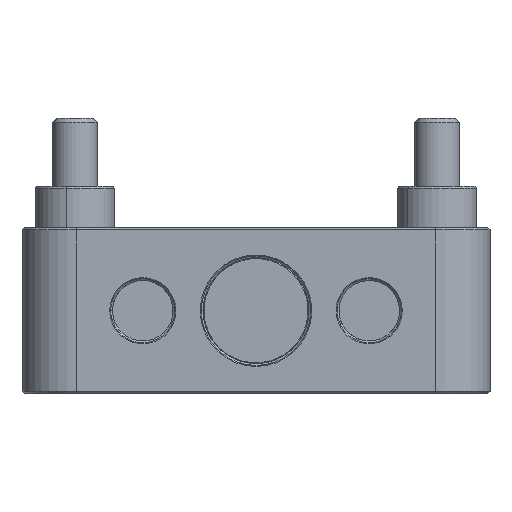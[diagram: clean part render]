
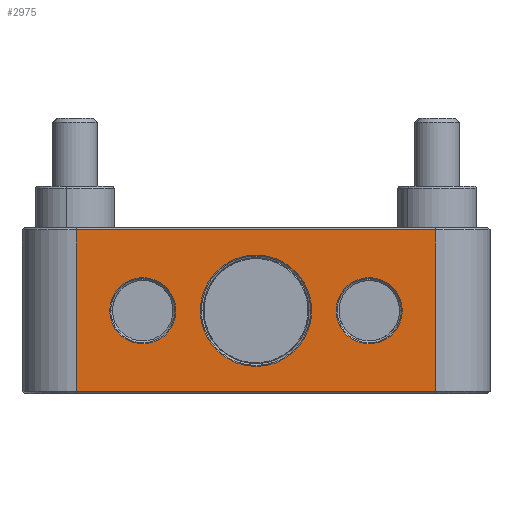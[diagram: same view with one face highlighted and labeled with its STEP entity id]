
A CAD part, front view. The second image highlights one B-rep face of the part: STEP entity #2975.
In plain terms, the highlighted planar face has unit normal (0, -1, 0).
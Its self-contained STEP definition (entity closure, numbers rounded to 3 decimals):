
#278 = AXIS2_PLACEMENT_3D ( 'NONE', #12542, #21831, #1751 ) ;
#318 = CIRCLE ( 'NONE', #705, 7.38 ) ;
#348 = CIRCLE ( 'NONE', #17400, 4.38 ) ;
#397 = DIRECTION ( 'NONE',  ( 0., 0., 1. ) ) ;
#628 = DIRECTION ( 'NONE',  ( 0., 1., 0. ) ) ;
#705 = AXIS2_PLACEMENT_3D ( 'NONE', #11164, #9453, #18603 ) ;
#708 = EDGE_CURVE ( 'NONE', #10024, #1791, #18864, .T. ) ;
#1302 = EDGE_CURVE ( 'NONE', #14699, #8656, #10727, .T. ) ;
#1478 = LINE ( 'NONE', #23862, #5038 ) ;
#1751 = DIRECTION ( 'NONE',  ( 0., 0., 1. ) ) ;
#1791 = VERTEX_POINT ( 'NONE', #12872 ) ;
#1872 = EDGE_CURVE ( 'NONE', #16785, #19723, #5215, .T. ) ;
#2213 = CIRCLE ( 'NONE', #6475, 7.38 ) ;
#2455 = DIRECTION ( 'NONE',  ( 0., 0., 1. ) ) ;
#2749 = EDGE_LOOP ( 'NONE', ( #14571, #21448 ) ) ;
#2975 = ADVANCED_FACE ( 'NONE', ( #16576, #7641, #15057, #20819 ), #18411, .F. ) ;
#3144 = EDGE_CURVE ( 'NONE', #8656, #14699, #348, .T. ) ;
#3258 = LINE ( 'NONE', #11009, #15786 ) ;
#3572 = DIRECTION ( 'NONE',  ( 0., 1., 0. ) ) ;
#4265 = CARTESIAN_POINT ( 'NONE',  ( -15., -27.491, 0. ) ) ;
#5038 = VECTOR ( 'NONE', #21923, 1000. ) ;
#5168 = CARTESIAN_POINT ( 'NONE',  ( 0., -27.491, 7.38 ) ) ;
#5215 = LINE ( 'NONE', #11034, #13845 ) ;
#5522 = EDGE_CURVE ( 'NONE', #21114, #19657, #318, .T. ) ;
#5718 = CARTESIAN_POINT ( 'NONE',  ( 15., -27.491, 0. ) ) ;
#6246 = VECTOR ( 'NONE', #21845, 1000. ) ;
#6475 = AXIS2_PLACEMENT_3D ( 'NONE', #15155, #12986, #20926 ) ;
#6788 = CARTESIAN_POINT ( 'NONE',  ( 23.8, -27.491, 10.7 ) ) ;
#6950 = CARTESIAN_POINT ( 'NONE',  ( -23.8, -27.491, 10.7 ) ) ;
#6960 = LINE ( 'NONE', #18395, #6246 ) ;
#7641 = FACE_BOUND ( 'NONE', #2749, .T. ) ;
#8391 = EDGE_LOOP ( 'NONE', ( #14277, #10065, #8969, #18780 ) ) ;
#8410 = ORIENTED_EDGE ( 'NONE', *, *, #3144, .T. ) ;
#8656 = VERTEX_POINT ( 'NONE', #14926 ) ;
#8969 = ORIENTED_EDGE ( 'NONE', *, *, #1872, .T. ) ;
#9390 = AXIS2_PLACEMENT_3D ( 'NONE', #5718, #3572, #16799 ) ;
#9453 = DIRECTION ( 'NONE',  ( 0., 1., 0. ) ) ;
#9876 = VERTEX_POINT ( 'NONE', #6950 ) ;
#10024 = VERTEX_POINT ( 'NONE', #22064 ) ;
#10030 = EDGE_CURVE ( 'NONE', #1791, #10024, #11340, .T. ) ;
#10065 = ORIENTED_EDGE ( 'NONE', *, *, #15568, .T. ) ;
#10613 = ORIENTED_EDGE ( 'NONE', *, *, #5522, .T. ) ;
#10727 = CIRCLE ( 'NONE', #278, 4.38 ) ;
#10973 = EDGE_CURVE ( 'NONE', #9876, #16761, #3258, .T. ) ;
#11009 = CARTESIAN_POINT ( 'NONE',  ( -23.8, -27.491, -11. ) ) ;
#11034 = CARTESIAN_POINT ( 'NONE',  ( 23.8, -27.491, 11. ) ) ;
#11164 = CARTESIAN_POINT ( 'NONE',  ( 0., -27.491, 0. ) ) ;
#11340 = CIRCLE ( 'NONE', #9390, 4.38 ) ;
#11672 = DIRECTION ( 'NONE',  ( 0., 1., 0. ) ) ;
#12051 = ORIENTED_EDGE ( 'NONE', *, *, #1302, .T. ) ;
#12407 = ORIENTED_EDGE ( 'NONE', *, *, #16110, .T. ) ;
#12542 = CARTESIAN_POINT ( 'NONE',  ( -15., -27.491, 0. ) ) ;
#12649 = AXIS2_PLACEMENT_3D ( 'NONE', #14492, #14850, #18648 ) ;
#12872 = CARTESIAN_POINT ( 'NONE',  ( 15., -27.491, 4.38 ) ) ;
#12986 = DIRECTION ( 'NONE',  ( 0., 1., 0. ) ) ;
#13335 = CARTESIAN_POINT ( 'NONE',  ( -15., -27.491, -4.38 ) ) ;
#13845 = VECTOR ( 'NONE', #18230, 1000. ) ;
#14277 = ORIENTED_EDGE ( 'NONE', *, *, #10973, .T. ) ;
#14490 = EDGE_CURVE ( 'NONE', #19723, #9876, #1478, .T. ) ;
#14492 = CARTESIAN_POINT ( 'NONE',  ( 15., -27.491, 0. ) ) ;
#14571 = ORIENTED_EDGE ( 'NONE', *, *, #708, .T. ) ;
#14699 = VERTEX_POINT ( 'NONE', #13335 ) ;
#14850 = DIRECTION ( 'NONE',  ( 0., 1., 0. ) ) ;
#14926 = CARTESIAN_POINT ( 'NONE',  ( -15., -27.491, 4.38 ) ) ;
#15057 = FACE_BOUND ( 'NONE', #19621, .T. ) ;
#15155 = CARTESIAN_POINT ( 'NONE',  ( 0., -27.491, 0. ) ) ;
#15285 = CARTESIAN_POINT ( 'NONE',  ( 0., -27.491, 0. ) ) ;
#15568 = EDGE_CURVE ( 'NONE', #16761, #16785, #6960, .T. ) ;
#15786 = VECTOR ( 'NONE', #16122, 1000. ) ;
#16110 = EDGE_CURVE ( 'NONE', #19657, #21114, #2213, .T. ) ;
#16122 = DIRECTION ( 'NONE',  ( 0., 0., -1. ) ) ;
#16576 = FACE_BOUND ( 'NONE', #17606, .T. ) ;
#16761 = VERTEX_POINT ( 'NONE', #23689 ) ;
#16785 = VERTEX_POINT ( 'NONE', #17952 ) ;
#16799 = DIRECTION ( 'NONE',  ( 0., 0., 1. ) ) ;
#17400 = AXIS2_PLACEMENT_3D ( 'NONE', #4265, #11672, #2455 ) ;
#17606 = EDGE_LOOP ( 'NONE', ( #12407, #10613 ) ) ;
#17952 = CARTESIAN_POINT ( 'NONE',  ( 23.8, -27.491, -10.7 ) ) ;
#18230 = DIRECTION ( 'NONE',  ( 0., 0., 1. ) ) ;
#18395 = CARTESIAN_POINT ( 'NONE',  ( 23.8, -27.491, -10.7 ) ) ;
#18411 = PLANE ( 'NONE',  #18964 ) ;
#18603 = DIRECTION ( 'NONE',  ( 0., 0., 1. ) ) ;
#18648 = DIRECTION ( 'NONE',  ( 0., 0., 1. ) ) ;
#18780 = ORIENTED_EDGE ( 'NONE', *, *, #14490, .T. ) ;
#18864 = CIRCLE ( 'NONE', #12649, 4.38 ) ;
#18964 = AXIS2_PLACEMENT_3D ( 'NONE', #15285, #628, #397 ) ;
#19621 = EDGE_LOOP ( 'NONE', ( #12051, #8410 ) ) ;
#19657 = VERTEX_POINT ( 'NONE', #21074 ) ;
#19723 = VERTEX_POINT ( 'NONE', #6788 ) ;
#20819 = FACE_OUTER_BOUND ( 'NONE', #8391, .T. ) ;
#20926 = DIRECTION ( 'NONE',  ( 0., 0., 1. ) ) ;
#21074 = CARTESIAN_POINT ( 'NONE',  ( 0., -27.491, -7.38 ) ) ;
#21114 = VERTEX_POINT ( 'NONE', #5168 ) ;
#21448 = ORIENTED_EDGE ( 'NONE', *, *, #10030, .T. ) ;
#21831 = DIRECTION ( 'NONE',  ( 0., 1., 0. ) ) ;
#21845 = DIRECTION ( 'NONE',  ( 1., 0., 0. ) ) ;
#21923 = DIRECTION ( 'NONE',  ( -1., 0., 0. ) ) ;
#22064 = CARTESIAN_POINT ( 'NONE',  ( 15., -27.491, -4.38 ) ) ;
#23689 = CARTESIAN_POINT ( 'NONE',  ( -23.8, -27.491, -10.7 ) ) ;
#23862 = CARTESIAN_POINT ( 'NONE',  ( -23.8, -27.491, 10.7 ) ) ;
